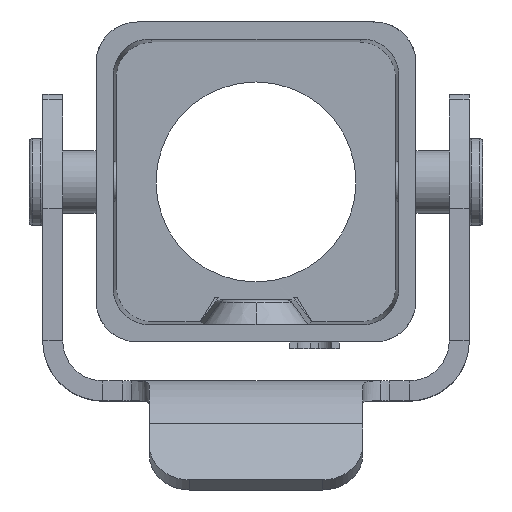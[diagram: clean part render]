
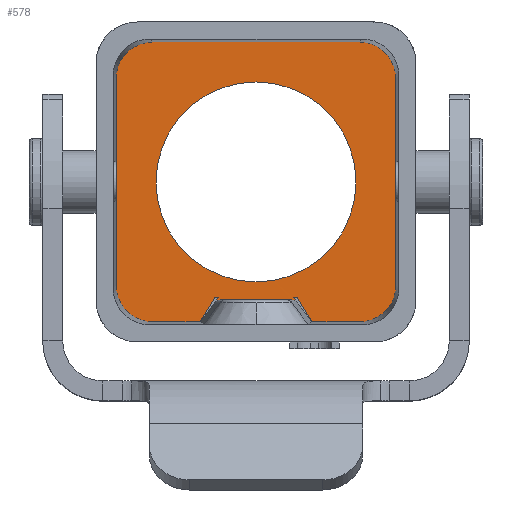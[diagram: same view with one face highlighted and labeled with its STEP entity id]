
A CAD part, front view. The second image highlights one B-rep face of the part: STEP entity #578.
In plain terms, the highlighted planar face has unit normal (0, -1, 0).
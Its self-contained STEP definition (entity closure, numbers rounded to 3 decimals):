
#60=(
BOUNDED_CURVE()
B_SPLINE_CURVE(3,(#7344,#7345,#7346,#7347),.UNSPECIFIED.,.F.,.F.)
B_SPLINE_CURVE_WITH_KNOTS((4,4),(0.,1.),.UNSPECIFIED.)
CURVE()
GEOMETRIC_REPRESENTATION_ITEM()
RATIONAL_B_SPLINE_CURVE((1.,0.805,0.805,1.))
REPRESENTATION_ITEM('')
);
#61=(
BOUNDED_CURVE()
B_SPLINE_CURVE(3,(#7351,#7352,#7353,#7354),.UNSPECIFIED.,.F.,.F.)
B_SPLINE_CURVE_WITH_KNOTS((4,4),(0.,1.),.UNSPECIFIED.)
CURVE()
GEOMETRIC_REPRESENTATION_ITEM()
RATIONAL_B_SPLINE_CURVE((1.,0.805,0.805,1.))
REPRESENTATION_ITEM('')
);
#62=(
BOUNDED_CURVE()
B_SPLINE_CURVE(3,(#7358,#7359,#7360,#7361),.UNSPECIFIED.,.F.,.F.)
B_SPLINE_CURVE_WITH_KNOTS((4,4),(0.,1.),.UNSPECIFIED.)
CURVE()
GEOMETRIC_REPRESENTATION_ITEM()
RATIONAL_B_SPLINE_CURVE((1.,0.805,0.805,1.))
REPRESENTATION_ITEM('')
);
#63=(
BOUNDED_CURVE()
B_SPLINE_CURVE(3,(#7365,#7366,#7367,#7368),.UNSPECIFIED.,.F.,.F.)
B_SPLINE_CURVE_WITH_KNOTS((4,4),(0.,1.),.UNSPECIFIED.)
CURVE()
GEOMETRIC_REPRESENTATION_ITEM()
RATIONAL_B_SPLINE_CURVE((1.,0.805,0.805,1.))
REPRESENTATION_ITEM('')
);
#578=ADVANCED_FACE('NONE',(#1018,#1019),#763,.T.);
#763=PLANE('',#4760);
#805=CIRCLE('',#4480,7.5);
#941=CIRCLE('',#4759,7.5);
#1018=FACE_BOUND('',#1203,.T.);
#1019=FACE_BOUND('',#1204,.T.);
#1203=EDGE_LOOP('',(#2178,#2179,#2180,#2181,#2182,#2183,#2184,#2185,#2186,
#2187,#2188,#2189,#2190,#2191,#2192,#2193,#2194,#2195,#2196,#2197));
#1204=EDGE_LOOP('',(#2198,#2199));
#1331=B_SPLINE_CURVE_WITH_KNOTS('',3,(#7167,#7168,#7169,#7170),
 .UNSPECIFIED.,.F.,.F.,(4,4),(0.,1.),.UNSPECIFIED.);
#1336=B_SPLINE_CURVE_WITH_KNOTS('',3,(#7222,#7223,#7224,#7225),
 .UNSPECIFIED.,.F.,.F.,(4,4),(0.,1.),.UNSPECIFIED.);
#1338=B_SPLINE_CURVE_WITH_KNOTS('',3,(#7234,#7235,#7236,#7237),
 .UNSPECIFIED.,.F.,.F.,(4,4),(0.,1.),.UNSPECIFIED.);
#1339=B_SPLINE_CURVE_WITH_KNOTS('',3,(#7239,#7240,#7241,#7242),
 .UNSPECIFIED.,.F.,.F.,(4,4),(0.,1.),.UNSPECIFIED.);
#1340=B_SPLINE_CURVE_WITH_KNOTS('',3,(#7244,#7245,#7246,#7247),
 .UNSPECIFIED.,.F.,.F.,(4,4),(0.,1.),.UNSPECIFIED.);
#1341=B_SPLINE_CURVE_WITH_KNOTS('',3,(#7249,#7250,#7251,#7252),
 .UNSPECIFIED.,.F.,.F.,(4,4),(0.,1.),.UNSPECIFIED.);
#1343=B_SPLINE_CURVE_WITH_KNOTS('',3,(#7262,#7263,#7264,#7265),
 .UNSPECIFIED.,.F.,.F.,(4,4),(0.,1.),.UNSPECIFIED.);
#1344=B_SPLINE_CURVE_WITH_KNOTS('',3,(#7268,#7269,#7270,#7271),
 .UNSPECIFIED.,.F.,.F.,(4,4),(0.,1.),.UNSPECIFIED.);
#1345=B_SPLINE_CURVE_WITH_KNOTS('',3,(#7273,#7274,#7275,#7276),
 .UNSPECIFIED.,.F.,.F.,(4,4),(0.,1.),.UNSPECIFIED.);
#2178=ORIENTED_EDGE('',*,*,#3594,.T.);
#2179=ORIENTED_EDGE('',*,*,#3595,.T.);
#2180=ORIENTED_EDGE('',*,*,#3596,.T.);
#2181=ORIENTED_EDGE('',*,*,#3597,.T.);
#2182=ORIENTED_EDGE('',*,*,#3598,.T.);
#2183=ORIENTED_EDGE('',*,*,#3599,.T.);
#2184=ORIENTED_EDGE('',*,*,#3600,.T.);
#2185=ORIENTED_EDGE('',*,*,#3601,.T.);
#2186=ORIENTED_EDGE('',*,*,#3602,.T.);
#2187=ORIENTED_EDGE('',*,*,#3568,.T.);
#2188=ORIENTED_EDGE('',*,*,#3567,.T.);
#2189=ORIENTED_EDGE('',*,*,#3566,.T.);
#2190=ORIENTED_EDGE('',*,*,#3565,.T.);
#2191=ORIENTED_EDGE('',*,*,#3555,.F.);
#2192=ORIENTED_EDGE('',*,*,#3569,.T.);
#2193=ORIENTED_EDGE('',*,*,#3562,.F.);
#2194=ORIENTED_EDGE('',*,*,#3573,.T.);
#2195=ORIENTED_EDGE('',*,*,#3572,.T.);
#2196=ORIENTED_EDGE('',*,*,#3571,.T.);
#2197=ORIENTED_EDGE('',*,*,#3576,.T.);
#2198=ORIENTED_EDGE('',*,*,#3603,.F.);
#2199=ORIENTED_EDGE('',*,*,#3161,.F.);
#2742=VERTEX_POINT('',#6251);
#2743=VERTEX_POINT('',#6253);
#3005=VERTEX_POINT('',#7158);
#3008=VERTEX_POINT('',#7166);
#3012=VERTEX_POINT('',#7216);
#3013=VERTEX_POINT('',#7221);
#3015=VERTEX_POINT('',#7229);
#3016=VERTEX_POINT('',#7238);
#3017=VERTEX_POINT('',#7243);
#3018=VERTEX_POINT('',#7248);
#3019=VERTEX_POINT('',#7266);
#3020=VERTEX_POINT('',#7267);
#3021=VERTEX_POINT('',#7272);
#3023=VERTEX_POINT('',#7283);
#3037=VERTEX_POINT('',#7343);
#3038=VERTEX_POINT('',#7348);
#3039=VERTEX_POINT('',#7350);
#3040=VERTEX_POINT('',#7355);
#3041=VERTEX_POINT('',#7357);
#3042=VERTEX_POINT('',#7362);
#3043=VERTEX_POINT('',#7364);
#3044=VERTEX_POINT('',#7369);
#3161=EDGE_CURVE('NONE',#2742,#2743,#805,.T.);
#3555=EDGE_CURVE('NONE',#3008,#3005,#1331,.T.);
#3562=EDGE_CURVE('NONE',#3013,#3012,#1336,.T.);
#3565=EDGE_CURVE('NONE',#3016,#3005,#1338,.T.);
#3566=EDGE_CURVE('NONE',#3017,#3016,#1339,.T.);
#3567=EDGE_CURVE('NONE',#3018,#3017,#1340,.T.);
#3568=EDGE_CURVE('NONE',#3015,#3018,#1341,.T.);
#3569=EDGE_CURVE('NONE',#3008,#3012,#4040,.T.);
#3571=EDGE_CURVE('NONE',#3019,#3020,#1343,.T.);
#3572=EDGE_CURVE('NONE',#3021,#3019,#1344,.T.);
#3573=EDGE_CURVE('NONE',#3013,#3021,#1345,.T.);
#3576=EDGE_CURVE('NONE',#3020,#3023,#4042,.T.);
#3594=EDGE_CURVE('NONE',#3023,#3037,#4051,.T.);
#3595=EDGE_CURVE('NONE',#3037,#3038,#60,.T.);
#3596=EDGE_CURVE('NONE',#3038,#3039,#4052,.T.);
#3597=EDGE_CURVE('NONE',#3039,#3040,#61,.T.);
#3598=EDGE_CURVE('NONE',#3040,#3041,#4053,.T.);
#3599=EDGE_CURVE('NONE',#3041,#3042,#62,.T.);
#3600=EDGE_CURVE('NONE',#3042,#3043,#4054,.T.);
#3601=EDGE_CURVE('NONE',#3043,#3044,#63,.T.);
#3602=EDGE_CURVE('NONE',#3044,#3015,#4055,.T.);
#3603=EDGE_CURVE('NONE',#2743,#2742,#941,.T.);
#4040=LINE('',#7254,#4384);
#4042=LINE('',#7284,#4386);
#4051=LINE('',#7342,#4395);
#4052=LINE('',#7349,#4396);
#4053=LINE('',#7356,#4397);
#4054=LINE('',#7363,#4398);
#4055=LINE('',#7370,#4399);
#4384=VECTOR('',#5753,1.);
#4386=VECTOR('',#5757,1.);
#4395=VECTOR('',#5786,1.);
#4396=VECTOR('',#5787,1.);
#4397=VECTOR('',#5788,1.);
#4398=VECTOR('',#5789,1.);
#4399=VECTOR('',#5790,1.);
#4480=AXIS2_PLACEMENT_3D('',#6252,#4966,#4967);
#4759=AXIS2_PLACEMENT_3D('',#7371,#5791,#5792);
#4760=AXIS2_PLACEMENT_3D('',#7372,#5793,#5794);
#4966=DIRECTION('',(0.,-1.,0.));
#4967=DIRECTION('',(0.,0.,-1.));
#5753=DIRECTION('',(1.,0.,0.));
#5757=DIRECTION('',(0.514,0.,-0.857));
#5786=DIRECTION('',(1.,0.,0.));
#5787=DIRECTION('',(0.,0.,1.));
#5788=DIRECTION('',(-1.,0.,0.));
#5789=DIRECTION('',(0.,0.,-1.));
#5790=DIRECTION('',(1.,0.,0.));
#5791=DIRECTION('',(0.,-1.,0.));
#5792=DIRECTION('',(0.,0.,-1.));
#5793=DIRECTION('',(0.,-1.,0.));
#5794=DIRECTION('',(0.,0.,-1.));
#6251=CARTESIAN_POINT('',(0.,46.3,-7.5));
#6252=CARTESIAN_POINT('',(0.,46.3,0.));
#6253=CARTESIAN_POINT('',(0.,46.3,7.5));
#7158=CARTESIAN_POINT('',(-3.08,46.301,-9.05));
#7166=CARTESIAN_POINT('',(-2.68,46.3,-8.85));
#7167=CARTESIAN_POINT('',(-2.68,46.3,-8.85));
#7168=CARTESIAN_POINT('',(-2.835,46.3,-8.85));
#7169=CARTESIAN_POINT('',(-2.987,46.3,-8.926));
#7170=CARTESIAN_POINT('',(-3.08,46.301,-9.05));
#7216=CARTESIAN_POINT('',(2.68,46.3,-8.85));
#7221=CARTESIAN_POINT('',(3.08,46.301,-9.05));
#7222=CARTESIAN_POINT('',(3.08,46.301,-9.05));
#7223=CARTESIAN_POINT('',(2.987,46.3,-8.926));
#7224=CARTESIAN_POINT('',(2.835,46.3,-8.85));
#7225=CARTESIAN_POINT('',(2.68,46.3,-8.85));
#7229=CARTESIAN_POINT('',(-4.19,46.3,-10.5));
#7234=CARTESIAN_POINT('',(-2.93,46.3,-8.85));
#7235=CARTESIAN_POINT('',(-2.98,46.3,-8.917));
#7236=CARTESIAN_POINT('',(-3.03,46.3,-8.983));
#7237=CARTESIAN_POINT('',(-3.08,46.3,-9.05));
#7238=CARTESIAN_POINT('',(-2.93,46.301,-8.85));
#7239=CARTESIAN_POINT('',(-2.78,46.3,-8.65));
#7240=CARTESIAN_POINT('',(-2.83,46.3,-8.717));
#7241=CARTESIAN_POINT('',(-2.88,46.3,-8.783));
#7242=CARTESIAN_POINT('',(-2.93,46.3,-8.85));
#7243=CARTESIAN_POINT('',(-2.78,46.301,-8.65));
#7244=CARTESIAN_POINT('',(-3.08,46.3,-8.65));
#7245=CARTESIAN_POINT('',(-2.98,46.3,-8.65));
#7246=CARTESIAN_POINT('',(-2.88,46.3,-8.65));
#7247=CARTESIAN_POINT('',(-2.78,46.3,-8.65));
#7248=CARTESIAN_POINT('',(-3.08,46.3,-8.65));
#7249=CARTESIAN_POINT('',(-4.19,46.3,-10.5));
#7250=CARTESIAN_POINT('',(-3.82,46.3,-9.883));
#7251=CARTESIAN_POINT('',(-3.45,46.3,-9.267));
#7252=CARTESIAN_POINT('',(-3.08,46.3,-8.65));
#7254=CARTESIAN_POINT('',(0.,46.3,-8.85));
#7262=CARTESIAN_POINT('',(2.78,46.3,-8.65));
#7263=CARTESIAN_POINT('',(2.88,46.3,-8.65));
#7264=CARTESIAN_POINT('',(2.98,46.3,-8.65));
#7265=CARTESIAN_POINT('',(3.08,46.3,-8.65));
#7266=CARTESIAN_POINT('',(2.78,46.301,-8.65));
#7267=CARTESIAN_POINT('',(3.08,46.3,-8.65));
#7268=CARTESIAN_POINT('',(2.93,46.3,-8.85));
#7269=CARTESIAN_POINT('',(2.88,46.3,-8.783));
#7270=CARTESIAN_POINT('',(2.83,46.3,-8.717));
#7271=CARTESIAN_POINT('',(2.78,46.3,-8.65));
#7272=CARTESIAN_POINT('',(2.93,46.301,-8.85));
#7273=CARTESIAN_POINT('',(3.08,46.3,-9.05));
#7274=CARTESIAN_POINT('',(3.03,46.3,-8.983));
#7275=CARTESIAN_POINT('',(2.98,46.3,-8.917));
#7276=CARTESIAN_POINT('',(2.93,46.3,-8.85));
#7283=CARTESIAN_POINT('',(4.19,46.3,-10.5));
#7284=CARTESIAN_POINT('',(3.08,46.3,-8.65));
#7342=CARTESIAN_POINT('',(-9.,46.3,-10.5));
#7343=CARTESIAN_POINT('',(7.75,46.3,-10.5));
#7344=CARTESIAN_POINT('',(7.75,46.3,-10.5));
#7345=CARTESIAN_POINT('',(9.361,46.3,-10.5));
#7346=CARTESIAN_POINT('',(10.5,46.3,-9.361));
#7347=CARTESIAN_POINT('',(10.5,46.3,-7.75));
#7348=CARTESIAN_POINT('',(10.5,46.3,-7.75));
#7349=CARTESIAN_POINT('',(10.5,46.3,-9.));
#7350=CARTESIAN_POINT('',(10.5,46.3,7.75));
#7351=CARTESIAN_POINT('',(10.5,46.3,7.75));
#7352=CARTESIAN_POINT('',(10.5,46.3,9.361));
#7353=CARTESIAN_POINT('',(9.361,46.3,10.5));
#7354=CARTESIAN_POINT('',(7.75,46.3,10.5));
#7355=CARTESIAN_POINT('',(7.75,46.3,10.5));
#7356=CARTESIAN_POINT('',(9.,46.3,10.5));
#7357=CARTESIAN_POINT('',(-7.75,46.3,10.5));
#7358=CARTESIAN_POINT('',(-7.75,46.3,10.5));
#7359=CARTESIAN_POINT('',(-9.361,46.3,10.5));
#7360=CARTESIAN_POINT('',(-10.5,46.3,9.361));
#7361=CARTESIAN_POINT('',(-10.5,46.3,7.75));
#7362=CARTESIAN_POINT('',(-10.5,46.3,7.75));
#7363=CARTESIAN_POINT('',(-10.5,46.3,9.));
#7364=CARTESIAN_POINT('',(-10.5,46.3,-7.75));
#7365=CARTESIAN_POINT('',(-10.5,46.3,-7.75));
#7366=CARTESIAN_POINT('',(-10.5,46.3,-9.361));
#7367=CARTESIAN_POINT('',(-9.361,46.3,-10.5));
#7368=CARTESIAN_POINT('',(-7.75,46.3,-10.5));
#7369=CARTESIAN_POINT('',(-7.75,46.3,-10.5));
#7370=CARTESIAN_POINT('',(-9.,46.3,-10.5));
#7371=CARTESIAN_POINT('',(0.,46.3,0.));
#7372=CARTESIAN_POINT('',(0.,46.3,0.));
